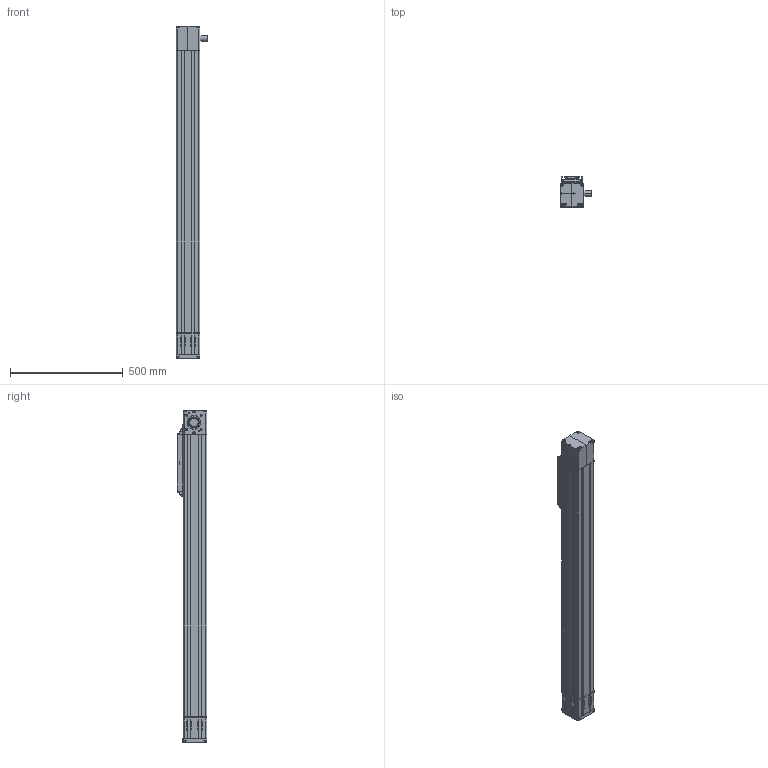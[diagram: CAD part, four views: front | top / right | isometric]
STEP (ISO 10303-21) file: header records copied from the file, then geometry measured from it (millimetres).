
FILE_DESCRIPTION (( 'STEP AP203' ), '1' );
FILE_NAME ('MTB105-1000-M25WOK.STEP', '2023-03-21T08:00:53', ( '' ), ( '' ), 'SwSTEP 2.0', 'SolidWorks 2021', '' );
FILE_SCHEMA (( 'CONFIG_CONTROL_DESIGN' ));
Length unit declared in the file: millimetre
Products named in the file (27): A3W008A; A3F001; CSR-06008-2RS; VTSTA0,50-012; A3P008V; MTB105-1000-M25WOK; VTCEZ0,80-130_ISO 4762 M8 x 130 - 130C-Z; A3PRM02; TAP-M6; A3P006V; A3W002A; VTCEZ0,80-070_ISO 4762 M8 x 70 - 70C-Z; A3W003V; A3A001L-0250; A3PR004; A3PRM01-M25WOK; A3PRM03-REV01; A3S003-REV01; A3PR009; A3Y002-M25WOK; A3S001; A3L001-0410; A1T001-0250; VTSTM0,40-010_ISO 14581 M4x10x10-C-Z; A3W001A; A3M001-0092; VTCEZ0,60-055_ISO 4762 M6 x 55 - 55C-Z
Assembly tree (53 placements, depth 4):
  MTB105-1000-M25WOK
    A3A001L-0250
    A3L001-0410
    A3PRM02
      A3PR009
        A3S001
        A3M001-0092  x2
      A3W008A
      A3W003V
      VTCEZ0,80-130_ISO 4762 M8 x 130 - 130C-Z  x4
      A3P008V
      VTSTM0,40-010_ISO 14581 M4x10x10-C-Z  x2
      VTCEZ0,80-070_ISO 4762 M8 x 70 - 70C-Z  x2
    A3PRM03-REV01
      A3S003-REV01
      A3PR004  x2
        A3P006V
        A3F001
      VTSTA0,50-012  x4
      A1T001-0250  x2
      TAP-M6  x8
    A3PRM01-M25WOK
      A3W001A
      A3W002A
      A3P008V
      VTCEZ0,80-130_ISO 4762 M8 x 130 - 130C-Z  x4
      VTSTM0,40-010_ISO 14581 M4x10x10-C-Z  x2
      CSR-06008-2RS  x2
      A3Y002-M25WOK
      VTCEZ0,60-055_ISO 4762 M6 x 55 - 55C-Z  x2
Bounding box: 141 x 132.5 x 1475 mm (x, y, z)
Volume: 7212643 mm3; surface area: 2426634.2 mm2
Topology: 51 solids, 55 shells, 2325 faces, 5960 edges, 3754 vertices
Faces by surface type: plane 1071, cylinder 856, cone 294, torus 104
Entity records: 58024 total; most frequent: CARTESIAN_POINT 11575, DIRECTION 9177, ORIENTED_EDGE 8824, EDGE_CURVE 4412, AXIS2_PLACEMENT_3D 3153, LINE 2871, VECTOR 2871, VERTEX_POINT 2831
